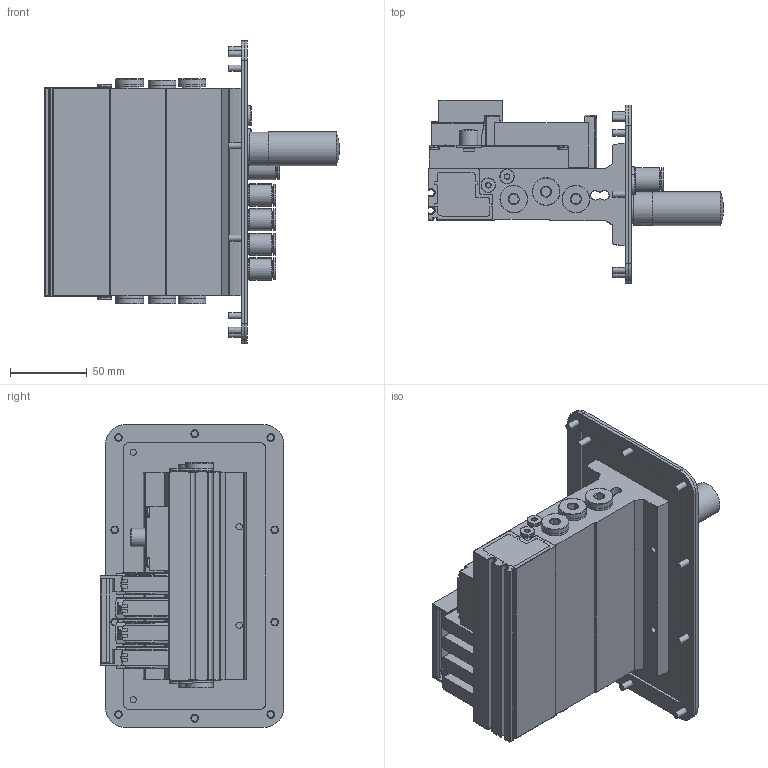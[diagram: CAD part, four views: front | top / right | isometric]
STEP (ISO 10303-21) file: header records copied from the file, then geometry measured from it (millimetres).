
FILE_DESCRIPTION(/* description */ ('VTUG-MP-Ventilinsel'),/* implementation_level */ '2;1');
FILE_NAME(/* name */ 'VTUG 14, 4 met doorvoerplaat en IO-link.stp',/* time_stamp */ '2018-07-11T11:04:33+02:00',/* author */ ('user'),/* organization */ ('FESTO'),/* preprocessor_version */ 'ST-DEVELOPER v16.5',/* originating_system */ 'Autodesk Inventor 2017',/* authorisation */ '');
FILE_SCHEMA (('AUTOMOTIVE_DESIGN { 1 0 10303 214 3 1 1 }'));
Length unit declared in the file: millimetre
Products named in the file (17): 573606 VTUG-14-VRLK-B1T-G14FDL-DTL-G18SFD-4VK+TTSC; 573605 VABM-L1-14--WS1-G14-4-GR-- ---(MF); 573479 VUVG-B14-T32C-MZT-F-1T1L---(V_G18); 1061809 F-M2.5X37-10.9; 573384 VAEM-L1-S-8-PT---(0)_p; 1426888 F-M3x17-10.9; 573511 ASCF-H-L1-14-4V---(T); 1478897 ASCF-H-L1-L---(S); 1491427 ASCF-H-L1-R---(S); 174309 B-M7---(VTUG); 3569 B-1/4---(VTUG); doorvoerplaat groot 4 32 klein; rubber groot 4 32; 1707427 UC-3/8; 578378 NPQH-DK-G14-Q10-P10; 578406 NPQH-BK-G18-P10; 578376 NPQH-DK-G18-Q8-P10
Assembly tree (45 placements, depth 2):
  573606 VTUG-14-VRLK-B1T-G14FDL-DTL-G18SFD-4VK+TTSC
    573605 VABM-L1-14--WS1-G14-4-GR-- ---(MF)
    573479 VUVG-B14-T32C-MZT-F-1T1L---(V_G18)  x4
    1061809 F-M2.5X37-10.9  x8
    3569 B-1/4---(VTUG)  x6
    174309 B-M7---(VTUG)  x4
    573384 VAEM-L1-S-8-PT---(0)_p
    1426888 F-M3x17-10.9  x4
    573511 ASCF-H-L1-14-4V---(T)
    1478897 ASCF-H-L1-L---(S)
    1491427 ASCF-H-L1-R---(S)
    doorvoerplaat groot 4 32 klein
    rubber groot 4 32
    1707427 UC-3/8
    578378 NPQH-DK-G14-Q10-P10
    578406 NPQH-BK-G18-P10  x2
    578376 NPQH-DK-G18-Q8-P10  x8
Bounding box: 192 x 119.45 x 197 mm (x, y, z)
Volume: 830314.4 mm3; surface area: 275687.5 mm2
Topology: 45 solids, 45 shells, 2878 faces, 7001 edges, 4538 vertices
Faces by surface type: plane 1732, cylinder 768, cone 289, torus 51, sphere 34, bspline 4
Full cylindrical faces by diameter (mm): 1 x5, 1.12 x1, 1.44 x1, 1.567 x8, 2.2 x8, 2.459 x4, 2.5 x11, 2.6 x15, 2.7 x16, 2.8 x4, 3 x4, 3.2 x3, 3.3 x1, 3.9 x8, 4 x20, 4.134 x5, 4.5 x8, 4.6 x2, 5 x10, 5.3 x8, 5.6 x4, 5.85 x1, 5.917 x4, 6 x13, 6.1 x8, 6.2 x2, 6.4 x1, 6.5 x20, 7 x4, 7.6 x20
Entity records: 39161 total; most frequent: CARTESIAN_POINT 7484, DIRECTION 6646, ORIENTED_EDGE 5866, EDGE_CURVE 2933, AXIS2_PLACEMENT_3D 2465, VERTEX_POINT 2110, EDGE_LOOP 1903, LINE 1716
